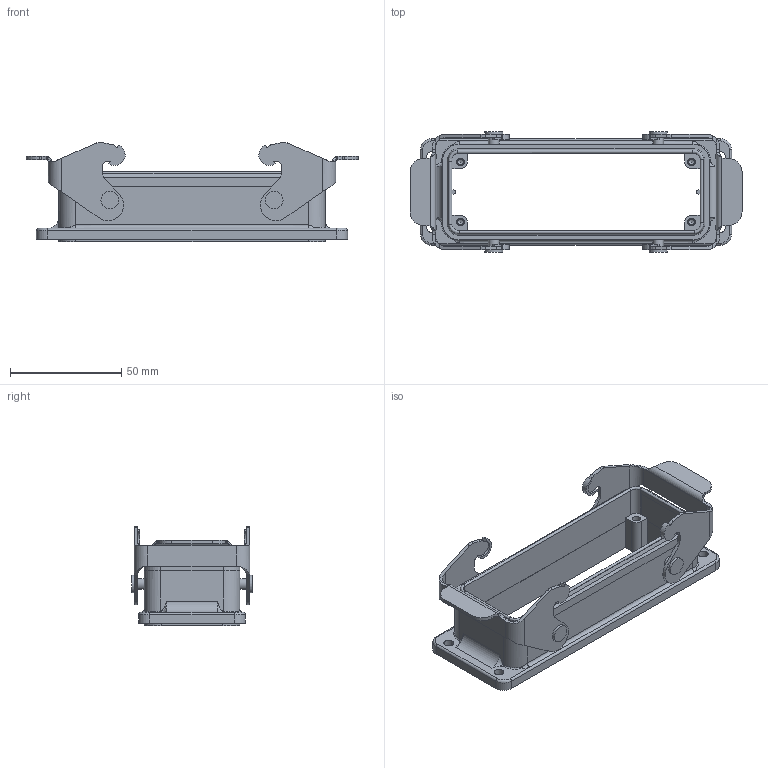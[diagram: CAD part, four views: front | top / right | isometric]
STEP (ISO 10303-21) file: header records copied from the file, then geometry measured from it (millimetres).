
FILE_DESCRIPTION(/* description */ (''),/* implementation_level */ '2;1');
FILE_NAME(/* name */ 'C3D_C146 11F024 902 8.stp',/* time_stamp */ '2019-05-29T08:23:54+02:00',/* author */ (''),/* organization */ (''),/* preprocessor_version */ 'ST-DEVELOPER v16.7',/* originating_system */ 'SIEMENS PLM Software NX 12.0',/* authorisation */ '');
FILE_SCHEMA (('AUTOMOTIVE_DESIGN { 1 0 10303 214 3 1 1 1 }'));
Length unit declared in the file: millimetre
Products named in the file (1): pwoeF6244DF7952d
Bounding box: 149.4 x 54.4 x 44.69 mm (x, y, z)
Volume: 53658.9 mm3; surface area: 38740.9 mm2
Topology: 1 solids, 1 shells, 334 faces, 873 edges, 559 vertices
Faces by surface type: plane 152, cylinder 120, bspline 42, revolution 10, cone 8, extrusion 2
Full cylindrical faces by diameter (mm): 2.5 x4, 2.51 x4, 3.5 x4, 4.3 x4, 4.8 x4, 8 x4
Entity records: 12302 total; most frequent: CARTESIAN_POINT 3845, ORIENTED_EDGE 1644, DIRECTION 1437, EDGE_CURVE 822, VERTEX_POINT 544, AXIS2_PLACEMENT_3D 512, VECTOR 403, LINE 401
